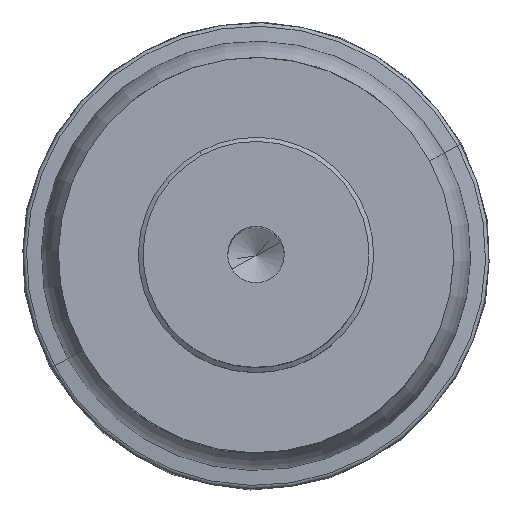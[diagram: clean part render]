
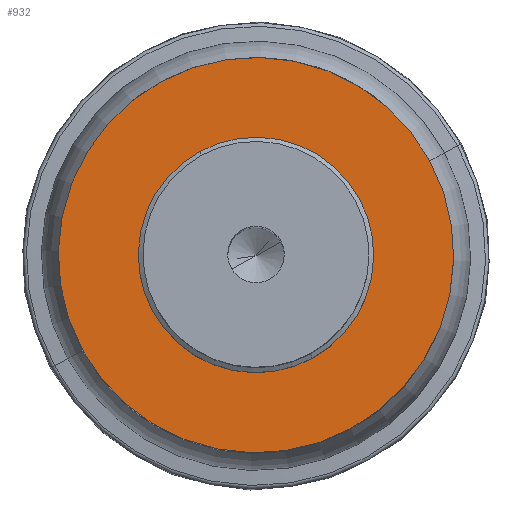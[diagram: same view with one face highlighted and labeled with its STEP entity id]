
A CAD part, top view. The second image highlights one B-rep face of the part: STEP entity #932.
In plain terms, the highlighted planar face has unit normal (0, 0, 1).
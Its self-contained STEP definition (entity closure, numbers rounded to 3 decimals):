
#734=AXIS2_PLACEMENT_3D('Circle Axis2P3D',#732,#733,$) ;
#889=AXIS2_PLACEMENT_3D('Circle Axis2P3D',#887,#888,$) ;
#908=AXIS2_PLACEMENT_3D('Plane Axis2P3D',#905,#906,#907) ;
#916=AXIS2_PLACEMENT_3D('Circle Axis2P3D',#914,#915,$) ;
#925=AXIS2_PLACEMENT_3D('Circle Axis2P3D',#923,#924,$) ;
#729=CARTESIAN_POINT('Vertex',(-9.215,-5.034,34.95)) ;
#732=CARTESIAN_POINT('Axis2P3D Location',(0.,0.,34.95)) ;
#736=CARTESIAN_POINT('Vertex',(9.215,5.034,34.95)) ;
#887=CARTESIAN_POINT('Axis2P3D Location',(0.,0.,34.95)) ;
#905=CARTESIAN_POINT('Axis2P3D Location',(0.,7.521,34.95)) ;
#914=CARTESIAN_POINT('Axis2P3D Location',(0.,0.,34.95)) ;
#918=CARTESIAN_POINT('Vertex',(2.996,-5.485,34.95)) ;
#920=CARTESIAN_POINT('Vertex',(-2.996,5.485,34.95)) ;
#923=CARTESIAN_POINT('Axis2P3D Location',(0.,0.,34.95)) ;
#733=DIRECTION('Axis2P3D Direction',(0.,0.,1.)) ;
#888=DIRECTION('Axis2P3D Direction',(0.,0.,1.)) ;
#906=DIRECTION('Axis2P3D Direction',(0.,0.,1.)) ;
#907=DIRECTION('Axis2P3D XDirection',(1.,0.,0.)) ;
#915=DIRECTION('Axis2P3D Direction',(0.,0.,1.)) ;
#924=DIRECTION('Axis2P3D Direction',(0.,0.,1.)) ;
#911=ORIENTED_EDGE('',*,*,#738,.T.) ;
#912=ORIENTED_EDGE('',*,*,#891,.T.) ;
#929=ORIENTED_EDGE('',*,*,#922,.T.) ;
#930=ORIENTED_EDGE('',*,*,#927,.T.) ;
#931=FACE_BOUND('',#928,.T.) ;
#932=ADVANCED_FACE('NOCUT',(#913,#931),#909,.T.) ;
#735=CIRCLE('generated circle',#734,10.5) ;
#890=CIRCLE('generated circle',#889,10.5) ;
#917=CIRCLE('generated circle',#916,6.25) ;
#926=CIRCLE('generated circle',#925,6.25) ;
#738=EDGE_CURVE('',#737,#730,#735,.T.) ;
#891=EDGE_CURVE('',#730,#737,#890,.T.) ;
#922=EDGE_CURVE('',#919,#921,#917,.F.) ;
#927=EDGE_CURVE('',#921,#919,#926,.F.) ;
#910=EDGE_LOOP('',(#911,#912)) ;
#928=EDGE_LOOP('',(#929,#930)) ;
#913=FACE_OUTER_BOUND('',#910,.T.) ;
#909=PLANE('',#908) ;
#730=VERTEX_POINT('',#729) ;
#737=VERTEX_POINT('',#736) ;
#919=VERTEX_POINT('',#918) ;
#921=VERTEX_POINT('',#920) ;
